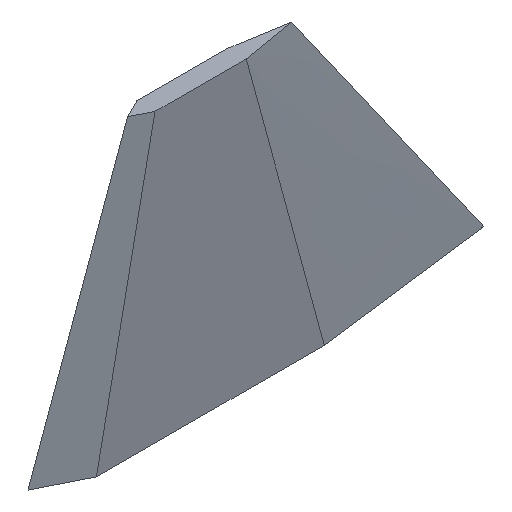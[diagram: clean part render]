
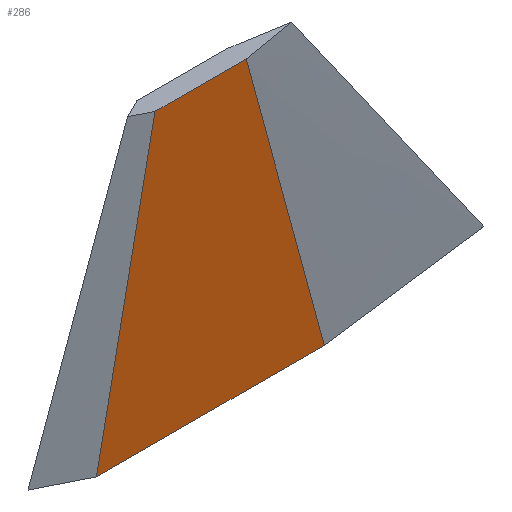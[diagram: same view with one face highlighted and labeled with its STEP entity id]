
A CAD part, isometric view. The second image highlights one B-rep face of the part: STEP entity #286.
In plain terms, the highlighted planar face has unit normal (0, -0.999, 0.05).
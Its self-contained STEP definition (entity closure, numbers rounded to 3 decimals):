
#3 = CARTESIAN_POINT ( 'NONE',  ( 22.919, -1., 30. ) ) ;
#13 = CARTESIAN_POINT ( 'NONE',  ( 25.279, -1.5, 20. ) ) ;
#24 = CARTESIAN_POINT ( 'NONE',  ( 7.64, -2., 10. ) ) ;
#28 = B_SPLINE_CURVE_WITH_KNOTS ( 'NONE', 3,
 ( #356, #24, #50, #156 ),
 .UNSPECIFIED., .F., .F.,
 ( 4, 4 ),
 ( 0., 1. ),
 .UNSPECIFIED. ) ;
#29 = EDGE_CURVE ( 'NONE', #163, #247, #240, .T. ) ;
#33 = CARTESIAN_POINT ( 'NONE',  ( 12.919, -1., 30. ) ) ;
#50 = CARTESIAN_POINT ( 'NONE',  ( 10.279, -1.5, 20. ) ) ;
#61 = ORIENTED_EDGE ( 'NONE', *, *, #29, .T. ) ;
#83 = CARTESIAN_POINT ( 'NONE',  ( 30., -2.5, 0. ) ) ;
#103 = EDGE_CURVE ( 'NONE', #131, #278, #28, .T. ) ;
#105 = VECTOR ( 'NONE', #306, 1000. ) ;
#110 = VECTOR ( 'NONE', #245, 1000. ) ;
#129 = LINE ( 'NONE', #182, #110 ) ;
#131 = VERTEX_POINT ( 'NONE', #243 ) ;
#133 = ORIENTED_EDGE ( 'NONE', *, *, #103, .F. ) ;
#147 = EDGE_CURVE ( 'NONE', #278, #247, #129, .T. ) ;
#156 = CARTESIAN_POINT ( 'NONE',  ( 12.919, -1., 30. ) ) ;
#163 = VERTEX_POINT ( 'NONE', #83 ) ;
#176 = PLANE ( 'NONE',  #194 ) ;
#182 = CARTESIAN_POINT ( 'NONE',  ( 22.919, -1., 30. ) ) ;
#194 = AXIS2_PLACEMENT_3D ( 'NONE', #237, #266, #323 ) ;
#195 = CARTESIAN_POINT ( 'NONE',  ( 30., -2.5, 0. ) ) ;
#222 = ORIENTED_EDGE ( 'NONE', *, *, #232, .T. ) ;
#230 = CARTESIAN_POINT ( 'NONE',  ( 27.64, -2., 10. ) ) ;
#232 = EDGE_CURVE ( 'NONE', #131, #163, #251, .T. ) ;
#237 = CARTESIAN_POINT ( 'NONE',  ( 5., -2.5, 0. ) ) ;
#240 = B_SPLINE_CURVE_WITH_KNOTS ( 'NONE', 3,
 ( #195, #230, #13, #313 ),
 .UNSPECIFIED., .F., .F.,
 ( 4, 4 ),
 ( 0., 1. ),
 .UNSPECIFIED. ) ;
#243 = CARTESIAN_POINT ( 'NONE',  ( 5., -2.5, 0. ) ) ;
#245 = DIRECTION ( 'NONE',  ( 1., 0., 0. ) ) ;
#247 = VERTEX_POINT ( 'NONE', #3 ) ;
#251 = LINE ( 'NONE', #309, #105 ) ;
#252 = EDGE_LOOP ( 'NONE', ( #222, #61, #274, #133 ) ) ;
#266 = DIRECTION ( 'NONE',  ( 0., -0.999, 0.05 ) ) ;
#274 = ORIENTED_EDGE ( 'NONE', *, *, #147, .F. ) ;
#278 = VERTEX_POINT ( 'NONE', #33 ) ;
#286 = ADVANCED_FACE ( 'NONE', ( #322 ), #176, .T. ) ;
#306 = DIRECTION ( 'NONE',  ( 1., 0., 0. ) ) ;
#309 = CARTESIAN_POINT ( 'NONE',  ( 30., -2.5, 0. ) ) ;
#313 = CARTESIAN_POINT ( 'NONE',  ( 22.919, -1., 30. ) ) ;
#322 = FACE_OUTER_BOUND ( 'NONE', #252, .T. ) ;
#323 = DIRECTION ( 'NONE',  ( 1., 0., 0. ) ) ;
#356 = CARTESIAN_POINT ( 'NONE',  ( 5., -2.5, 0. ) ) ;
